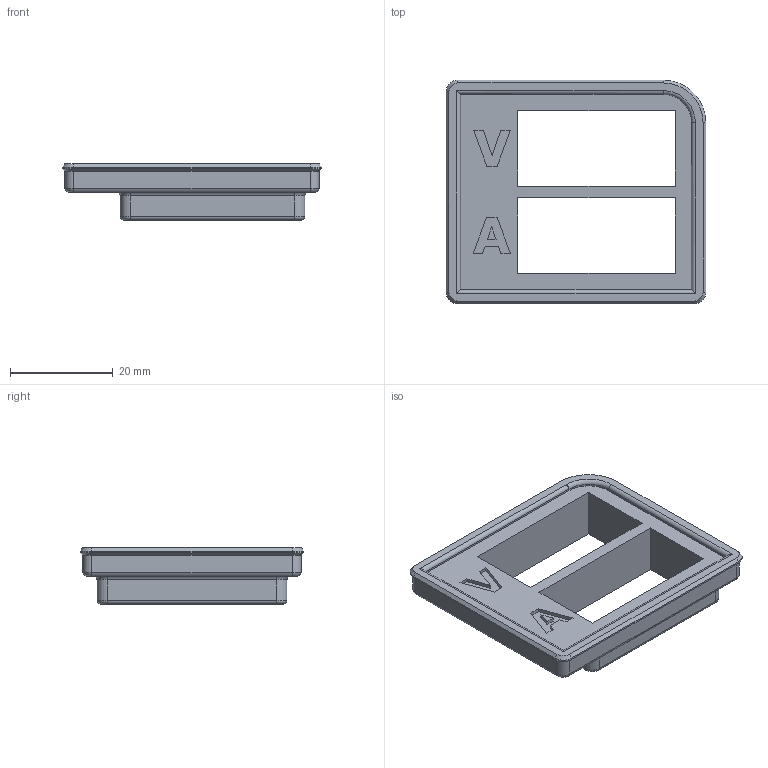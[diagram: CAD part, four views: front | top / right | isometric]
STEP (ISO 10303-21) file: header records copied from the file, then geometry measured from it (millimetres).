
FILE_DESCRIPTION(/* description */ (''),/* implementation_level */ '2;1');
FILE_NAME(/* name */ 'display_cover_2.stp',/* time_stamp */ '2025-05-05T10:52:56+02:00',/* author */ ('Jan Mareš'),/* organization */ (''),/* preprocessor_version */ 'ST-DEVELOPER v20',/* originating_system */ 'Autodesk Inventor 2025',/* authorisation */ '');
FILE_SCHEMA (('AUTOMOTIVE_DESIGN { 1 0 10303 214 3 1 1 }'));
Length unit declared in the file: millimetre
Products named in the file (1): display_cover_2
Bounding box: 50.6 x 43.6 x 11 mm (x, y, z)
Volume: 7994.8 mm3; surface area: 6044 mm2
Topology: 1 solids, 1 shells, 107 faces, 247 edges, 147 vertices
Faces by surface type: plane 57, cylinder 29, torus 13, cone 8
Entity records: 3082 total; most frequent: DIRECTION 535, CARTESIAN_POINT 502, ORIENTED_EDGE 494, EDGE_CURVE 247, AXIS2_PLACEMENT_3D 180, LINE 175, VECTOR 175, VERTEX_POINT 147
